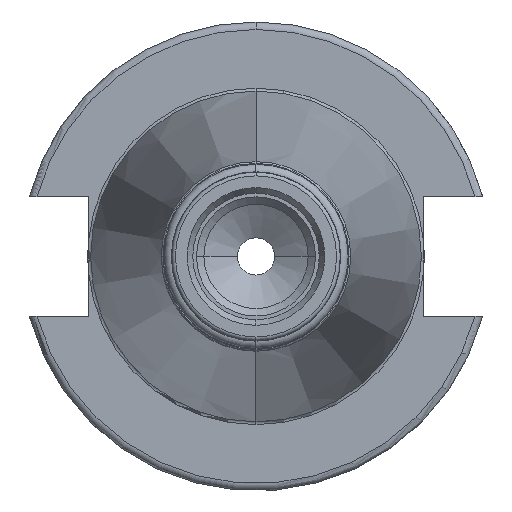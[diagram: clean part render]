
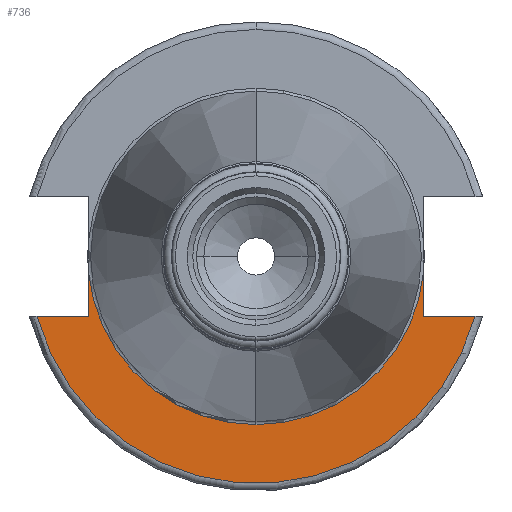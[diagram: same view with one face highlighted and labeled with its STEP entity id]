
A CAD part, left-side view. The second image highlights one B-rep face of the part: STEP entity #736.
In plain terms, the highlighted planar face has unit normal (-1, 0, 0).
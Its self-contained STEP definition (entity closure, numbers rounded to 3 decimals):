
#329 = EDGE_CURVE ( 'NONE', #330, #530, #1916, .T. ) ;
#330 = VERTEX_POINT ( 'NONE', #1893 ) ;
#530 = VERTEX_POINT ( 'NONE', #2339 ) ;
#607 = VERTEX_POINT ( 'NONE', #2481 ) ;
#736 = ADVANCED_FACE ( 'NONE', ( #2694 ), #2693, .T. ) ;
#738 = VERTEX_POINT ( 'NONE', #2805 ) ;
#739 = ORIENTED_EDGE ( 'NONE', *, *, #740, .F. ) ;
#740 = EDGE_CURVE ( 'NONE', #822, #530, #2804, .T. ) ;
#741 = EDGE_LOOP ( 'NONE', ( #739, #826, #828, #823, #825, #821, #808 ) ) ;
#743 = VERTEX_POINT ( 'NONE', #2800 ) ;
#756 = EDGE_CURVE ( 'NONE', #760, #607, #2937, .T. ) ;
#760 = VERTEX_POINT ( 'NONE', #2841 ) ;
#807 = EDGE_CURVE ( 'NONE', #738, #330, #3009, .T. ) ;
#808 = ORIENTED_EDGE ( 'NONE', *, *, #329, .T. ) ;
#820 = EDGE_CURVE ( 'NONE', #738, #743, #2980, .T. ) ;
#821 = ORIENTED_EDGE ( 'NONE', *, *, #807, .T. ) ;
#822 = VERTEX_POINT ( 'NONE', #2975 ) ;
#823 = ORIENTED_EDGE ( 'NONE', *, *, #824, .F. ) ;
#824 = EDGE_CURVE ( 'NONE', #743, #760, #2974, .T. ) ;
#825 = ORIENTED_EDGE ( 'NONE', *, *, #820, .F. ) ;
#826 = ORIENTED_EDGE ( 'NONE', *, *, #827, .F. ) ;
#827 = EDGE_CURVE ( 'NONE', #607, #822, #2953, .T. ) ;
#828 = ORIENTED_EDGE ( 'NONE', *, *, #756, .F. ) ;
#1893 = CARTESIAN_POINT ( 'NONE',  ( 1.6, 0., -22.6 ) ) ;
#1894 = DIRECTION ( 'NONE',  ( 1., 0., 0. ) ) ;
#1916 = CIRCLE ( 'NONE', #1950, 22.6 ) ;
#1950 = AXIS2_PLACEMENT_3D ( 'NONE', #1987, #1894, #1976 ) ;
#1976 = DIRECTION ( 'NONE',  ( 0., 0., 1. ) ) ;
#1987 = CARTESIAN_POINT ( 'NONE',  ( 1.6, 0., 0. ) ) ;
#2339 = CARTESIAN_POINT ( 'NONE',  ( 1.6, 22.5, -2.124 ) ) ;
#2481 = CARTESIAN_POINT ( 'NONE',  ( 1.6, 29.418, -8.05 ) ) ;
#2688 = DIRECTION ( 'NONE',  ( 0., 0., -1. ) ) ;
#2689 = DIRECTION ( 'NONE',  ( -1., 0., 0. ) ) ;
#2690 = CARTESIAN_POINT ( 'NONE',  ( 1.6, 0., 30.5 ) ) ;
#2692 = AXIS2_PLACEMENT_3D ( 'NONE', #2690, #2689, #2688 ) ;
#2693 = PLANE ( 'NONE',  #2692 ) ;
#2694 = FACE_OUTER_BOUND ( 'NONE', #741, .T. ) ;
#2800 = CARTESIAN_POINT ( 'NONE',  ( 1.6, -22.5, -8.05 ) ) ;
#2801 = DIRECTION ( 'NONE',  ( 0., 0., 1. ) ) ;
#2802 = VECTOR ( 'NONE', #2801, 1000. ) ;
#2803 = CARTESIAN_POINT ( 'NONE',  ( 1.6, 22.5, -8.05 ) ) ;
#2804 = LINE ( 'NONE', #2803, #2802 ) ;
#2805 = CARTESIAN_POINT ( 'NONE',  ( 1.6, -22.5, -2.124 ) ) ;
#2838 = DIRECTION ( 'NONE',  ( 1., 0., 0. ) ) ;
#2841 = CARTESIAN_POINT ( 'NONE',  ( 1.6, -29.418, -8.05 ) ) ;
#2916 = DIRECTION ( 'NONE',  ( 0., 0., 1. ) ) ;
#2918 = CARTESIAN_POINT ( 'NONE',  ( 1.6, 0., 0. ) ) ;
#2925 = AXIS2_PLACEMENT_3D ( 'NONE', #2918, #2838, #2916 ) ;
#2937 = CIRCLE ( 'NONE', #2925, 30.5 ) ;
#2943 = DIRECTION ( 'NONE',  ( 0., -1., 0. ) ) ;
#2944 = VECTOR ( 'NONE', #2943, 1000. ) ;
#2945 = CARTESIAN_POINT ( 'NONE',  ( 1.6, -22.5, -8.05 ) ) ;
#2950 = DIRECTION ( 'NONE',  ( 0., -1., 0. ) ) ;
#2951 = VECTOR ( 'NONE', #2950, 1000. ) ;
#2952 = CARTESIAN_POINT ( 'NONE',  ( 1.6, 22.5, -8.05 ) ) ;
#2953 = LINE ( 'NONE', #2952, #2951 ) ;
#2974 = LINE ( 'NONE', #2945, #2944 ) ;
#2975 = CARTESIAN_POINT ( 'NONE',  ( 1.6, 22.5, -8.05 ) ) ;
#2976 = DIRECTION ( 'NONE',  ( 0., 0., -1. ) ) ;
#2978 = VECTOR ( 'NONE', #2976, 1000. ) ;
#2979 = CARTESIAN_POINT ( 'NONE',  ( 1.6, -22.5, 30.5 ) ) ;
#2980 = LINE ( 'NONE', #2979, #2978 ) ;
#3008 = AXIS2_PLACEMENT_3D ( 'NONE', #3037, #3036, #3035 ) ;
#3009 = CIRCLE ( 'NONE', #3008, 22.6 ) ;
#3035 = DIRECTION ( 'NONE',  ( 0., 0., 1. ) ) ;
#3036 = DIRECTION ( 'NONE',  ( 1., 0., 0. ) ) ;
#3037 = CARTESIAN_POINT ( 'NONE',  ( 1.6, 0., 0. ) ) ;
